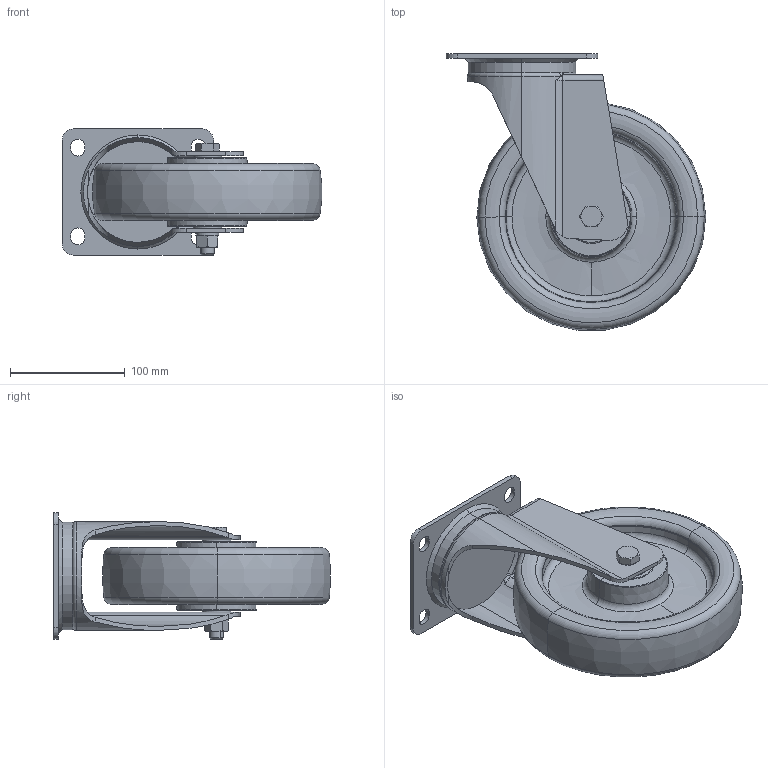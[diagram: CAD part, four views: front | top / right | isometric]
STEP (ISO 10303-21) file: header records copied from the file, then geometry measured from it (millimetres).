
FILE_DESCRIPTION (( 'STEP AP214' ), '1' );
FILE_NAME ('0029888_L-MV-EPUK-200-K-3_(A-01).step', '2019-10-08T08:24:28', ( '' ), ( '' ), 'SwSTEP 2.0', 'SolidWorks 2018', '' );
FILE_SCHEMA (( 'AUTOMOTIVE_DESIGN' ));
Length unit declared in the file: millimetre
Products named in the file (1): 0029888_L-MV-EPUK-200-K-3_(A-01)
Bounding box: 226.32 x 241.14 x 110 mm (x, y, z)
Volume: 1261880.9 mm3; surface area: 336071.2 mm2
Topology: 11 solids, 15 shells, 450 faces, 1063 edges, 642 vertices
Faces by surface type: plane 129, cylinder 120, torus 89, cone 81, bspline 31
Entity records: 19001 total; most frequent: CARTESIAN_POINT 3414, DIRECTION 2377, ORIENTED_EDGE 2118, EDGE_CURVE 1059, AXIS2_PLACEMENT_3D 1013, VERTEX_POINT 642, CIRCLE 593, EDGE_LOOP 505
